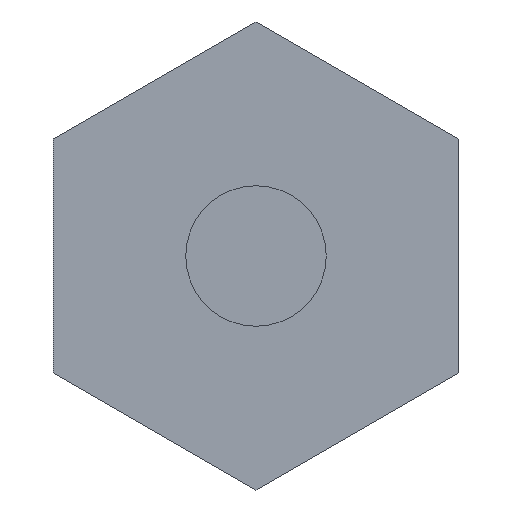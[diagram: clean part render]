
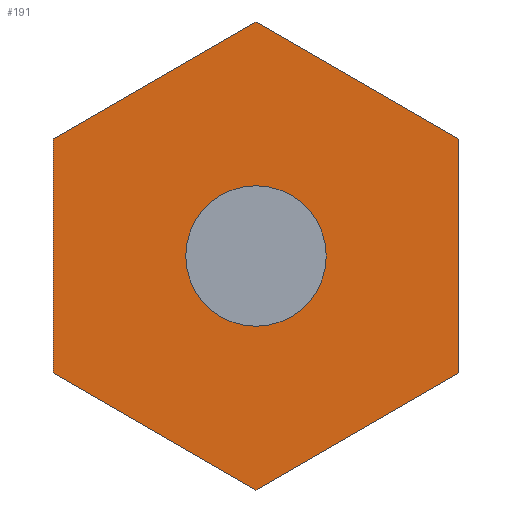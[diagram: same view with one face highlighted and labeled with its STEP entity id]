
A CAD part, front view. The second image highlights one B-rep face of the part: STEP entity #191.
In plain terms, the highlighted planar face has unit normal (0, -1, 0).
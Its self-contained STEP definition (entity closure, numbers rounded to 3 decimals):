
#15=LINE('',#297,#33);
#19=LINE('',#305,#37);
#22=LINE('',#311,#40);
#25=LINE('',#317,#43);
#28=LINE('',#323,#46);
#31=LINE('',#328,#49);
#33=VECTOR('',#249,10.);
#37=VECTOR('',#255,10.);
#40=VECTOR('',#260,10.);
#43=VECTOR('',#265,10.);
#46=VECTOR('',#270,10.);
#49=VECTOR('',#275,10.);
#59=PLANE('',#227);
#63=FACE_BOUND('',#90,.T.);
#75=FACE_OUTER_BOUND('',#89,.T.);
#89=EDGE_LOOP('',(#165,#166,#167,#168,#169,#170));
#90=EDGE_LOOP('',(#171));
#94=CIRCLE('',#215,1.5);
#98=VERTEX_POINT('',#285);
#101=VERTEX_POINT('',#295);
#102=VERTEX_POINT('',#296);
#105=VERTEX_POINT('',#304);
#107=VERTEX_POINT('',#310);
#109=VERTEX_POINT('',#316);
#111=VERTEX_POINT('',#322);
#114=EDGE_CURVE('',#98,#98,#94,.T.);
#117=EDGE_CURVE('',#101,#102,#15,.T.);
#121=EDGE_CURVE('',#102,#105,#19,.T.);
#124=EDGE_CURVE('',#105,#107,#22,.T.);
#127=EDGE_CURVE('',#107,#109,#25,.T.);
#130=EDGE_CURVE('',#109,#111,#28,.T.);
#133=EDGE_CURVE('',#111,#101,#31,.T.);
#165=ORIENTED_EDGE('',*,*,#133,.T.);
#166=ORIENTED_EDGE('',*,*,#117,.T.);
#167=ORIENTED_EDGE('',*,*,#121,.T.);
#168=ORIENTED_EDGE('',*,*,#124,.T.);
#169=ORIENTED_EDGE('',*,*,#127,.T.);
#170=ORIENTED_EDGE('',*,*,#130,.T.);
#171=ORIENTED_EDGE('',*,*,#114,.T.);
#191=ADVANCED_FACE('',(#75,#63),#59,.F.);
#215=AXIS2_PLACEMENT_3D('',#286,#235,#236);
#227=AXIS2_PLACEMENT_3D('',#330,#277,#278);
#235=DIRECTION('center_axis',(0.,1.,0.));
#236=DIRECTION('ref_axis',(-1.,0.,0.));
#249=DIRECTION('',(0.,0.,1.));
#255=DIRECTION('',(-0.866,0.,0.5));
#260=DIRECTION('',(-0.866,0.,-0.5));
#265=DIRECTION('',(0.,0.,-1.));
#270=DIRECTION('',(0.866,0.,-0.5));
#275=DIRECTION('',(0.866,0.,0.5));
#277=DIRECTION('center_axis',(0.,1.,0.));
#278=DIRECTION('ref_axis',(0.,0.,1.));
#285=CARTESIAN_POINT('',(1.5,0.,0.));
#286=CARTESIAN_POINT('Origin',(0.,0.,0.));
#295=CARTESIAN_POINT('',(4.33,0.,-2.5));
#296=CARTESIAN_POINT('',(4.33,0.,2.5));
#297=CARTESIAN_POINT('',(4.33,0.,-2.5));
#304=CARTESIAN_POINT('',(0.,0.,5.));
#305=CARTESIAN_POINT('',(4.33,0.,2.5));
#310=CARTESIAN_POINT('',(-4.33,0.,2.5));
#311=CARTESIAN_POINT('',(0.,0.,5.));
#316=CARTESIAN_POINT('',(-4.33,0.,-2.5));
#317=CARTESIAN_POINT('',(-4.33,0.,2.5));
#322=CARTESIAN_POINT('',(0.,0.,-5.));
#323=CARTESIAN_POINT('',(-4.33,0.,-2.5));
#328=CARTESIAN_POINT('',(0.,0.,-5.));
#330=CARTESIAN_POINT('Origin',(0.,0.,0.));
